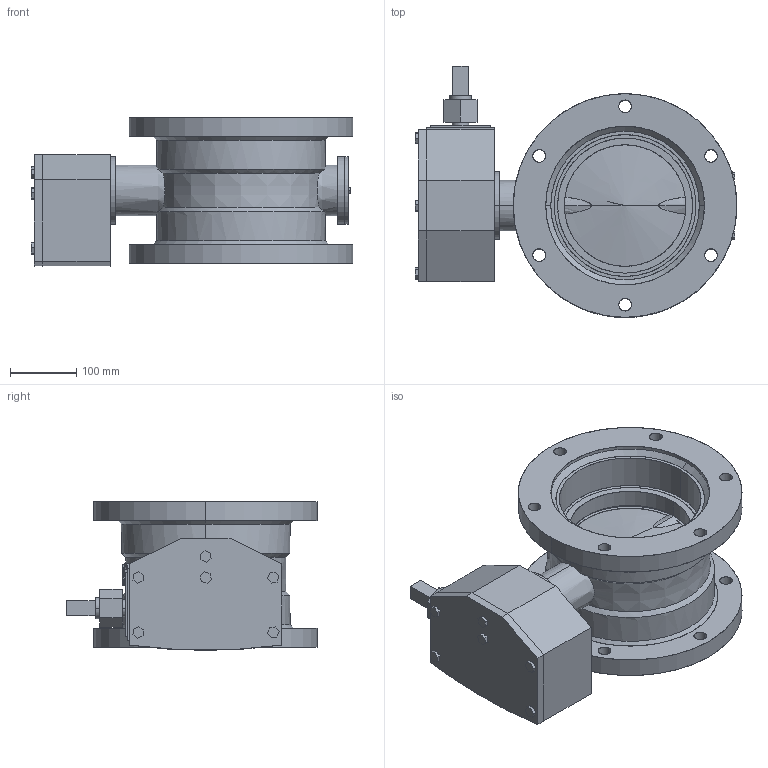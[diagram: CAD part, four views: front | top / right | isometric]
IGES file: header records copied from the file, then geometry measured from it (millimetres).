
Start section: SolidWorks IGES file using analytic representation for surfaces
Global section: file name: B_8_assy.IGS; native system: SolidWorks 2012; preprocessor: SolidWorks 2012; author: CAD; date: 150428.131725; units: millimetre
Bounding box: 484.25 x 377.82 x 223.9 mm (x, y, z)
Surface area: 1155119 mm2 (no closed solid volume)
Topology: 0 solids, 0 shells, 404 faces, 8166 edges, 8162 vertices
Faces by surface type: bspline 240, revolution 164
